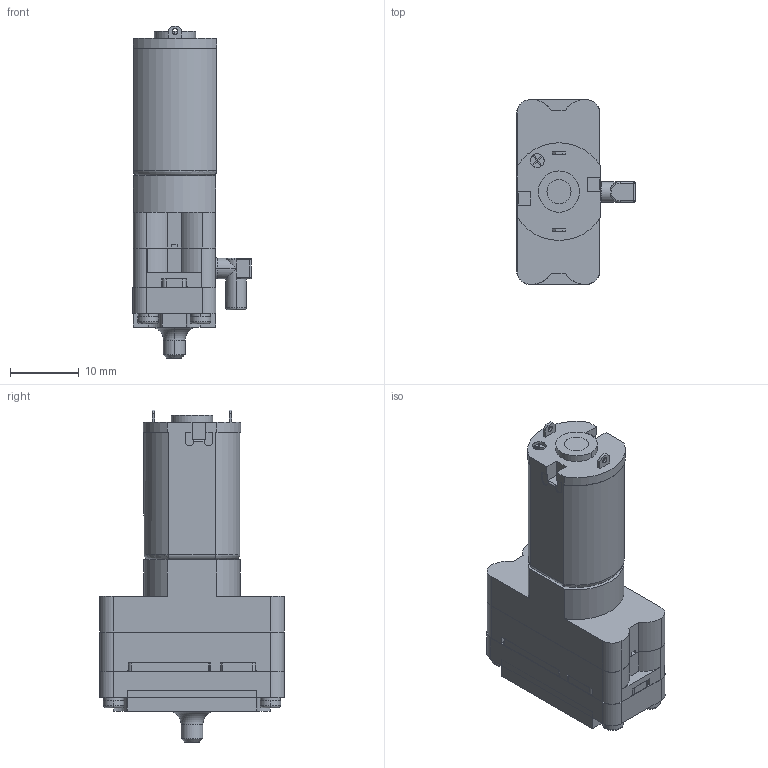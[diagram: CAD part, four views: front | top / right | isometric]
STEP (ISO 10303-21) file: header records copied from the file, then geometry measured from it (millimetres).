
FILE_DESCRIPTION((''),'2;1');
FILE_NAME('KPV14A-12A01_ASM','2018-03-28T',('wangsz'),(''),'CREO PARAMETRIC BY PTC INC, 2015200','CREO PARAMETRIC BY PTC INC, 2015200','');
FILE_SCHEMA(('CONFIG_CONTROL_DESIGN'));
Length unit declared in the file: millimetre
Products named in the file (8): MT14-CJX-MOTOR; PM14AB4; PV14AB3; PV14ARB2-2; PM14AB2; PM14AB1; PM14ASC1-1; KPV14A-12A01_ASM
Assembly tree (10 placements, depth 2):
  KPV14A-12A01_ASM
    MT14-CJX-MOTOR
    PM14AB4
    PV14AB3
    PV14ARB2-2
    PM14AB2
    PM14AB1
    PM14ASC1-1  x4
Bounding box: 17.25 x 26.9 x 48.3 mm (x, y, z)
Volume: 9318.9 mm3; surface area: 6737.5 mm2
Topology: 10 solids, 14 shells, 638 faces, 2137 edges, 1557 vertices
Faces by surface type: plane 248, cylinder 192, bspline 156, torus 24, cone 10, sphere 8
Entity records: 30504 total; most frequent: CARTESIAN_POINT 12529, ORIENTED_EDGE 2412, DIRECTION 2147, PRESENTATION_STYLE_ASSIGNMENT 1647, STYLED_ITEM 1647, CURVE_STYLE 1206, EDGE_CURVE 1206, VERTEX_POINT 819
